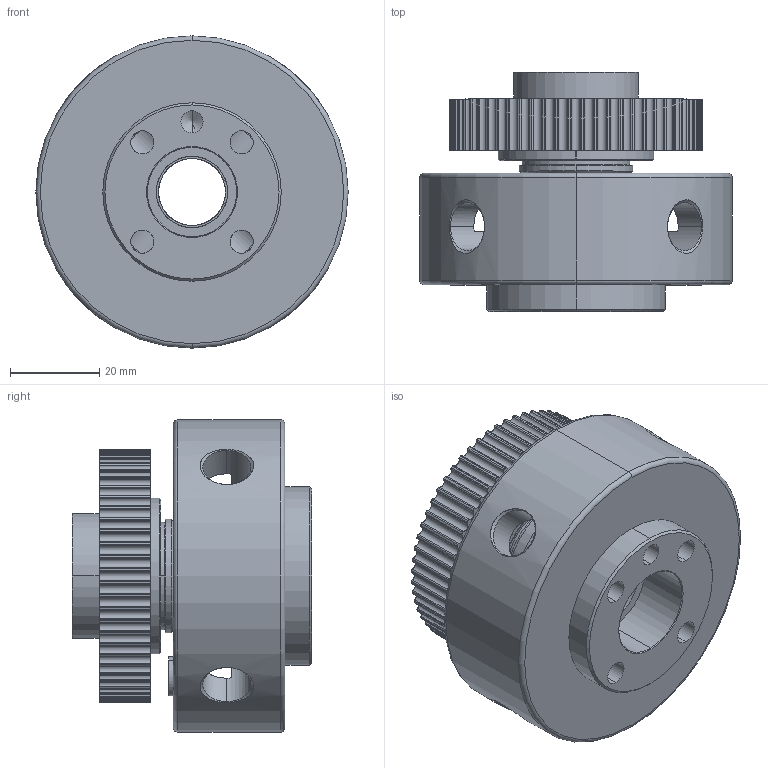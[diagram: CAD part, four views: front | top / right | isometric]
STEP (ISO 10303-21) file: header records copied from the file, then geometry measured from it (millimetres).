
FILE_DESCRIPTION(/* description */ (''),/* implementation_level */ '2;1');
FILE_NAME(/* name */ 'Endeffector.stp',/* time_stamp */ '2022-09-19T17:06:58+10:00',/* author */ ('benni'),/* organization */ (''),/* preprocessor_version */ 'ST-DEVELOPER v19',/* originating_system */ 'Autodesk Inventor 2023',/* authorisation */ '');
FILE_SCHEMA (('AUTOMOTIVE_DESIGN { 1 0 10303 214 3 1 1 }'));
Length unit declared in the file: millimetre
Products named in the file (1): Endeffector
Bounding box: 70 x 53.63 x 70 mm (x, y, z)
Surface area: 37824.1 mm2 (no closed solid volume)
Topology: 0 solids, 556 shells, 556 faces, 2835 edges, 2815 vertices
Faces by surface type: cylinder 446, plane 56, cone 46, torus 8
Entity records: 42478 total; most frequent: CARTESIAN_POINT 18382, DIRECTION 5464, VERTEX_POINT 2815, EDGE_CURVE 2815, ORIENTED_EDGE 2815, AXIS2_PLACEMENT_3D 2188, CIRCLE 1631, LINE 1088
